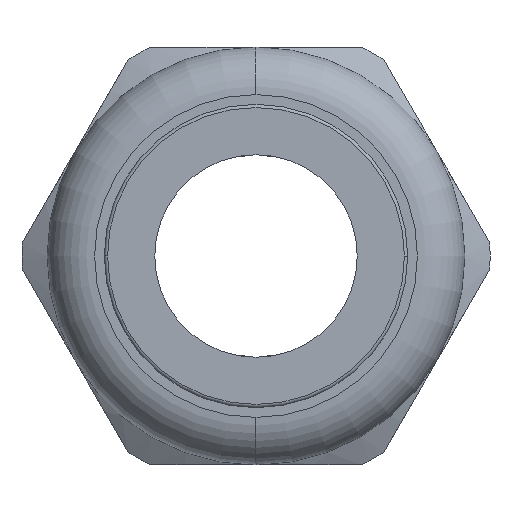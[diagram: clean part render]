
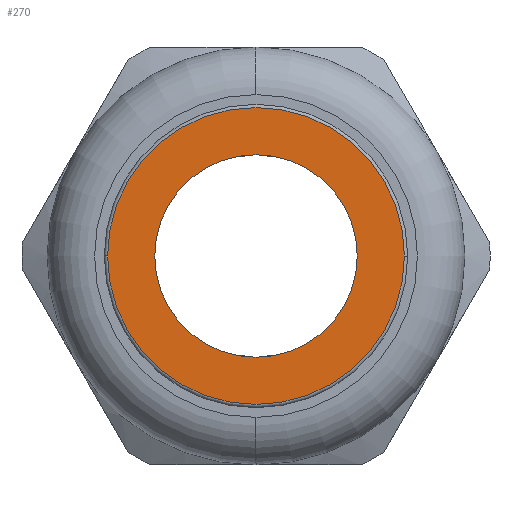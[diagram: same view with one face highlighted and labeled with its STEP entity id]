
A CAD part, left-side view. The second image highlights one B-rep face of the part: STEP entity #270.
In plain terms, the highlighted planar face has unit normal (-1, 0, 0).
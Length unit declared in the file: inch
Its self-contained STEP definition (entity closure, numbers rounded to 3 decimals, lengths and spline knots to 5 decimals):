
#24 = ORIENTED_EDGE ( 'NONE', *, *, #453, .T. ) ;
#29 = EDGE_LOOP ( 'NONE', ( #34, #269 ) ) ;
#31 = ORIENTED_EDGE ( 'NONE', *, *, #298, .T. ) ;
#34 = ORIENTED_EDGE ( 'NONE', *, *, #35, .T. ) ;
#35 = EDGE_CURVE ( 'NONE', #277, #275, #589, .T. ) ;
#262 = EDGE_LOOP ( 'NONE', ( #31, #24 ) ) ;
#269 = ORIENTED_EDGE ( 'NONE', *, *, #287, .T. ) ;
#270 = ADVANCED_FACE ( 'NONE', ( #982, #981 ), #987, .T. ) ;
#275 = VERTEX_POINT ( 'NONE', #965 ) ;
#277 = VERTEX_POINT ( 'NONE', #964 ) ;
#287 = EDGE_CURVE ( 'NONE', #275, #277, #1004, .T. ) ;
#298 = EDGE_CURVE ( 'NONE', #300, #301, #1047, .T. ) ;
#300 = VERTEX_POINT ( 'NONE', #1041 ) ;
#301 = VERTEX_POINT ( 'NONE', #1040 ) ;
#453 = EDGE_CURVE ( 'NONE', #301, #300, #1296, .T. ) ;
#585 = DIRECTION ( 'NONE',  ( 0., 1., 0. ) ) ;
#586 = DIRECTION ( 'NONE',  ( 1., 0., 0. ) ) ;
#587 = CARTESIAN_POINT ( 'NONE',  ( -1.2, 0., 0. ) ) ;
#588 = AXIS2_PLACEMENT_3D ( 'NONE', #587, #586, #585 ) ;
#589 = CIRCLE ( 'NONE', #588, 0.315 ) ;
#964 = CARTESIAN_POINT ( 'NONE',  ( -1.2, 0.315, 0. ) ) ;
#965 = CARTESIAN_POINT ( 'NONE',  ( -1.2, -0.315, 0. ) ) ;
#977 = DIRECTION ( 'NONE',  ( 0., -1., 0. ) ) ;
#978 = DIRECTION ( 'NONE',  ( -1., 0., 0. ) ) ;
#979 = CARTESIAN_POINT ( 'NONE',  ( -1.2, 0.47175, 0. ) ) ;
#980 = AXIS2_PLACEMENT_3D ( 'NONE', #979, #978, #977 ) ;
#981 = FACE_BOUND ( 'NONE', #29, .T. ) ;
#982 = FACE_OUTER_BOUND ( 'NONE', #262, .T. ) ;
#987 = PLANE ( 'NONE',  #980 ) ;
#1001 = DIRECTION ( 'NONE',  ( 0., 1., 0. ) ) ;
#1002 = DIRECTION ( 'NONE',  ( 1., 0., 0. ) ) ;
#1003 = AXIS2_PLACEMENT_3D ( 'NONE', #1009, #1002, #1001 ) ;
#1004 = CIRCLE ( 'NONE', #1003, 0.315 ) ;
#1009 = CARTESIAN_POINT ( 'NONE',  ( -1.2, 0., 0. ) ) ;
#1040 = CARTESIAN_POINT ( 'NONE',  ( -1.2, 0.46175, 0. ) ) ;
#1041 = CARTESIAN_POINT ( 'NONE',  ( -1.2, -0.46175, 0. ) ) ;
#1043 = DIRECTION ( 'NONE',  ( 0., -1., 0. ) ) ;
#1044 = DIRECTION ( 'NONE',  ( -1., 0., 0. ) ) ;
#1046 = AXIS2_PLACEMENT_3D ( 'NONE', #1052, #1044, #1043 ) ;
#1047 = CIRCLE ( 'NONE', #1046, 0.46175 ) ;
#1052 = CARTESIAN_POINT ( 'NONE',  ( -1.2, 0., 0. ) ) ;
#1292 = DIRECTION ( 'NONE',  ( 0., -1., 0. ) ) ;
#1293 = DIRECTION ( 'NONE',  ( -1., 0., 0. ) ) ;
#1294 = CARTESIAN_POINT ( 'NONE',  ( -1.2, 0., 0. ) ) ;
#1295 = AXIS2_PLACEMENT_3D ( 'NONE', #1294, #1293, #1292 ) ;
#1296 = CIRCLE ( 'NONE', #1295, 0.46175 ) ;
